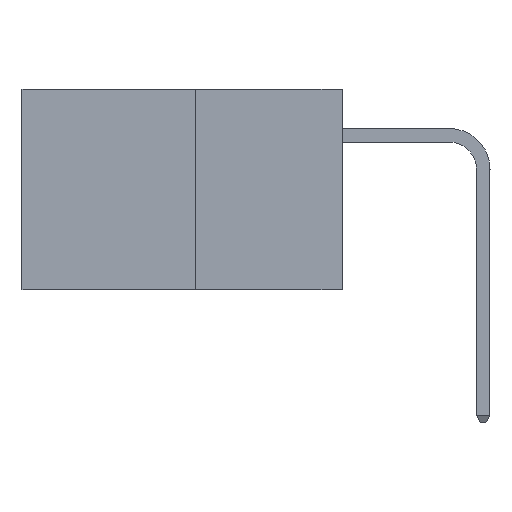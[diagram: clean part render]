
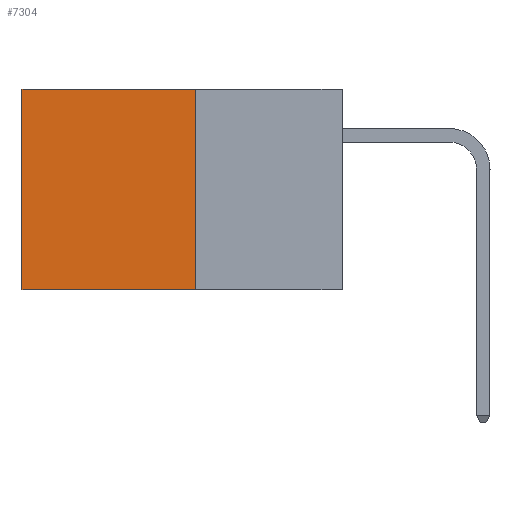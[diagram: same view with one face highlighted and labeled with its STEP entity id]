
A CAD part, left-side view. The second image highlights one B-rep face of the part: STEP entity #7304.
In plain terms, the highlighted planar face has unit normal (-1, 0, 0).
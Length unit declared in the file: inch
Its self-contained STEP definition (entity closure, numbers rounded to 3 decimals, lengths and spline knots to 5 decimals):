
#1198 = VECTOR ( 'NONE', #19449, 39.37008 ) ;
#1297 = ORIENTED_EDGE ( 'NONE', *, *, #6002, .T. ) ;
#1399 = LINE ( 'NONE', #11341, #20304 ) ;
#1429 = VERTEX_POINT ( 'NONE', #12077 ) ;
#2327 = VECTOR ( 'NONE', #8405, 39.37008 ) ;
#4068 = FACE_OUTER_BOUND ( 'NONE', #10564, .T. ) ;
#4676 = CARTESIAN_POINT ( 'NONE',  ( 0.277, 0.27, -0.37 ) ) ;
#4802 = VERTEX_POINT ( 'NONE', #6014 ) ;
#5165 = VECTOR ( 'NONE', #15898, 39.37008 ) ;
#5832 = EDGE_CURVE ( 'NONE', #15867, #1429, #1399, .T. ) ;
#6002 = EDGE_CURVE ( 'NONE', #4802, #15867, #17391, .T. ) ;
#6014 = CARTESIAN_POINT ( 'NONE',  ( 0.277, 0.27, 0. ) ) ;
#7304 = ADVANCED_FACE ( 'NONE', ( #4068 ), #15177, .F. ) ;
#8405 = DIRECTION ( 'NONE',  ( 0., 1., 0. ) ) ;
#8778 = CARTESIAN_POINT ( 'NONE',  ( 0.277, 0.27, 0. ) ) ;
#9795 = ORIENTED_EDGE ( 'NONE', *, *, #5832, .T. ) ;
#10564 = EDGE_LOOP ( 'NONE', ( #9795, #11223, #14554, #1297 ) ) ;
#11165 = DIRECTION ( 'NONE',  ( 0., 0., -1. ) ) ;
#11223 = ORIENTED_EDGE ( 'NONE', *, *, #17625, .F. ) ;
#11341 = CARTESIAN_POINT ( 'NONE',  ( 0.277, 0.59, -0.37 ) ) ;
#12077 = CARTESIAN_POINT ( 'NONE',  ( 0.277, 0.59, -0.37 ) ) ;
#12411 = VERTEX_POINT ( 'NONE', #13622 ) ;
#12913 = CARTESIAN_POINT ( 'NONE',  ( 0.277, 0.59, 0. ) ) ;
#13622 = CARTESIAN_POINT ( 'NONE',  ( 0.277, 0.27, -0.37 ) ) ;
#14554 = ORIENTED_EDGE ( 'NONE', *, *, #17557, .F. ) ;
#15177 = PLANE ( 'NONE',  #15212 ) ;
#15212 = AXIS2_PLACEMENT_3D ( 'NONE', #18733, #15594, #15538 ) ;
#15538 = DIRECTION ( 'NONE',  ( 0., 0., -1. ) ) ;
#15594 = DIRECTION ( 'NONE',  ( 1., 0., 0. ) ) ;
#15867 = VERTEX_POINT ( 'NONE', #12913 ) ;
#15898 = DIRECTION ( 'NONE',  ( 0., 1., 0. ) ) ;
#16912 = LINE ( 'NONE', #23113, #1198 ) ;
#17391 = LINE ( 'NONE', #8778, #2327 ) ;
#17557 = EDGE_CURVE ( 'NONE', #4802, #12411, #16912, .T. ) ;
#17625 = EDGE_CURVE ( 'NONE', #12411, #1429, #20108, .T. ) ;
#18733 = CARTESIAN_POINT ( 'NONE',  ( 0.277, 0.27, -0.37 ) ) ;
#19449 = DIRECTION ( 'NONE',  ( 0., 0., -1. ) ) ;
#20108 = LINE ( 'NONE', #4676, #5165 ) ;
#20304 = VECTOR ( 'NONE', #11165, 39.37008 ) ;
#23113 = CARTESIAN_POINT ( 'NONE',  ( 0.277, 0.27, -0.37 ) ) ;
